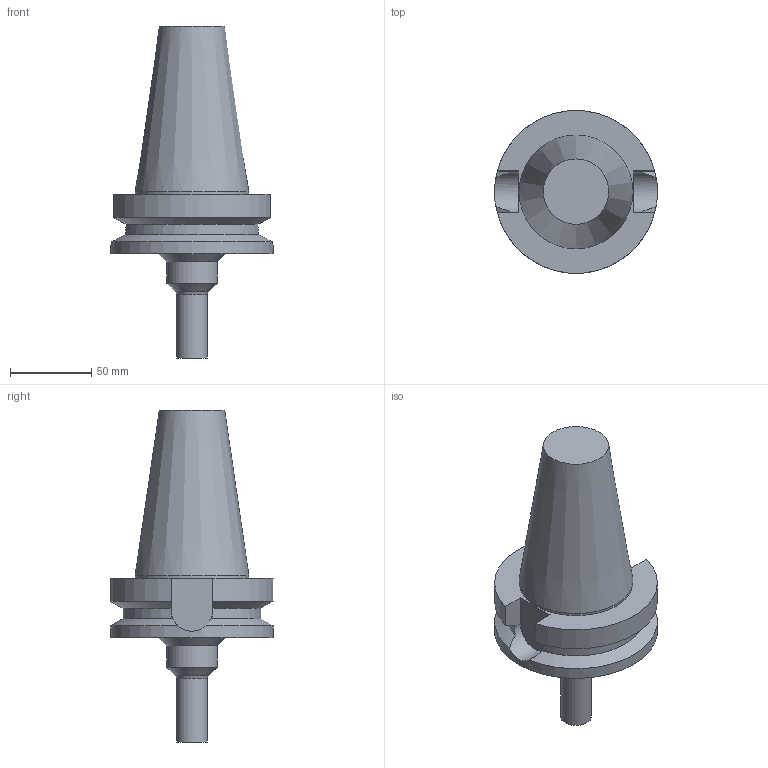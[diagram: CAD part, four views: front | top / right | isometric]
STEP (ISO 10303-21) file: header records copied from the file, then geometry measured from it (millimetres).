
FILE_DESCRIPTION((''),'1');
FILE_NAME('BBT50-CKB1-102.stp','2022-09-12T00:27:41',(''),(''),'Spatial Interop R21 SP3','Kubotek KeyCreator 2011 V10.0.2 (22737)',' ');
FILE_SCHEMA(('automotive_design'));
Length unit declared in the file: millimetre
Products named in the file (1): 240[2]
Bounding box: 100 x 100 x 203.8 mm (x, y, z)
Volume: 527072.9 mm3; surface area: 49923.4 mm2
Topology: 1 solids, 1 shells, 32 faces, 77 edges, 50 vertices
Faces by surface type: cylinder 12, plane 12, cone 8
Full cylindrical faces by diameter (mm): 4.2 x1, 11 x1, 19 x1, 31 x1, 69.85 x1, 100 x1
Entity records: 1797 total; most frequent: CARTESIAN_POINT 397, DIRECTION 138, PRESENTATION_STYLE_ASSIGNMENT 129, COLOUR_RGB 129, ORIENTED_EDGE 126, STYLED_ITEM 96, CURVE_STYLE 96, DRAUGHTING_PRE_DEFINED_CURVE_FONT 96
